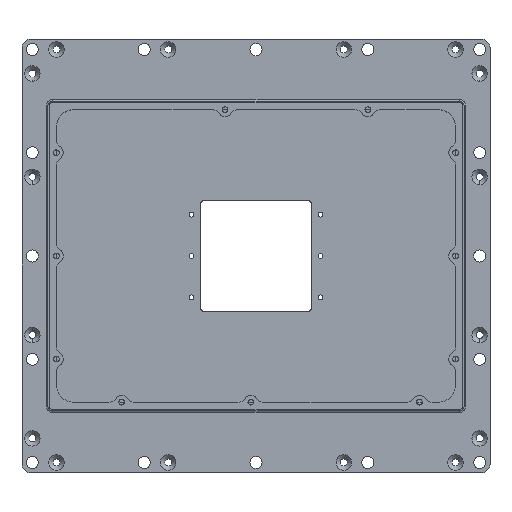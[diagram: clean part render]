
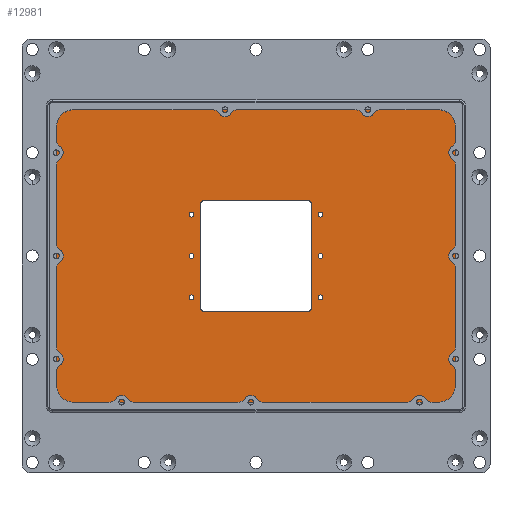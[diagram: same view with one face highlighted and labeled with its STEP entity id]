
A CAD part, top view. The second image highlights one B-rep face of the part: STEP entity #12981.
In plain terms, the highlighted planar face has unit normal (0, 0, 1).
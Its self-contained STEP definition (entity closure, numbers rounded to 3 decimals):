
#4428=DIRECTION('',(1.,0.,0.));
#4429=VECTOR('',#4428,212.);
#4430=CARTESIAN_POINT('',(-106.,-85.,5.));
#4431=LINE('',#4430,#4429);
#4477=CARTESIAN_POINT('',(106.,-75.,5.));
#4478=DIRECTION('',(0.,0.,-1.));
#4479=DIRECTION('',(1.,0.,0.));
#4480=AXIS2_PLACEMENT_3D('',#4477,#4478,#4479);
#4485=CARTESIAN_POINT('',(-106.,-75.,5.));
#4486=DIRECTION('',(0.,0.,-1.));
#4487=DIRECTION('',(0.,-1.,0.));
#4488=AXIS2_PLACEMENT_3D('',#4485,#4486,#4487);
#4493=CARTESIAN_POINT('',(-106.,75.,5.));
#4494=DIRECTION('',(0.,0.,-1.));
#4495=DIRECTION('',(-1.,0.,0.));
#4496=AXIS2_PLACEMENT_3D('',#4493,#4494,#4495);
#4501=CARTESIAN_POINT('',(106.,75.,5.));
#4502=DIRECTION('',(0.,0.,-1.));
#4503=DIRECTION('',(0.,1.,0.));
#4504=AXIS2_PLACEMENT_3D('',#4501,#4502,#4503);
#4509=CARTESIAN_POINT('',(37.5,24.,5.));
#4510=DIRECTION('',(0.,0.,1.));
#4511=DIRECTION('',(1.,0.,0.));
#4512=AXIS2_PLACEMENT_3D('',#4509,#4510,#4511);
#4517=CARTESIAN_POINT('',(37.5,24.,5.));
#4518=DIRECTION('',(0.,0.,1.));
#4519=DIRECTION('',(-1.,0.,0.));
#4520=AXIS2_PLACEMENT_3D('',#4517,#4518,#4519);
#4525=CARTESIAN_POINT('',(37.5,0.,5.));
#4526=DIRECTION('',(0.,0.,1.));
#4527=DIRECTION('',(1.,0.,0.));
#4528=AXIS2_PLACEMENT_3D('',#4525,#4526,#4527);
#4533=CARTESIAN_POINT('',(37.5,0.,5.));
#4534=DIRECTION('',(0.,0.,1.));
#4535=DIRECTION('',(-1.,0.,0.));
#4536=AXIS2_PLACEMENT_3D('',#4533,#4534,#4535);
#4541=CARTESIAN_POINT('',(37.5,-24.,5.));
#4542=DIRECTION('',(0.,0.,1.));
#4543=DIRECTION('',(1.,0.,0.));
#4544=AXIS2_PLACEMENT_3D('',#4541,#4542,#4543);
#4549=CARTESIAN_POINT('',(37.5,-24.,5.));
#4550=DIRECTION('',(0.,0.,1.));
#4551=DIRECTION('',(-1.,0.,0.));
#4552=AXIS2_PLACEMENT_3D('',#4549,#4550,#4551);
#4557=CARTESIAN_POINT('',(-37.5,-24.,5.));
#4558=DIRECTION('',(0.,0.,1.));
#4559=DIRECTION('',(1.,0.,0.));
#4560=AXIS2_PLACEMENT_3D('',#4557,#4558,#4559);
#4565=CARTESIAN_POINT('',(-37.5,-24.,5.));
#4566=DIRECTION('',(0.,0.,1.));
#4567=DIRECTION('',(-1.,0.,0.));
#4568=AXIS2_PLACEMENT_3D('',#4565,#4566,#4567);
#4573=CARTESIAN_POINT('',(-37.5,0.,5.));
#4574=DIRECTION('',(0.,0.,1.));
#4575=DIRECTION('',(1.,0.,0.));
#4576=AXIS2_PLACEMENT_3D('',#4573,#4574,#4575);
#4581=CARTESIAN_POINT('',(-37.5,0.,5.));
#4582=DIRECTION('',(0.,0.,1.));
#4583=DIRECTION('',(-1.,0.,0.));
#4584=AXIS2_PLACEMENT_3D('',#4581,#4582,#4583);
#4589=CARTESIAN_POINT('',(-37.5,24.,5.));
#4590=DIRECTION('',(0.,0.,1.));
#4591=DIRECTION('',(1.,0.,0.));
#4592=AXIS2_PLACEMENT_3D('',#4589,#4590,#4591);
#4597=CARTESIAN_POINT('',(-37.5,24.,5.));
#4598=DIRECTION('',(0.,0.,1.));
#4599=DIRECTION('',(-1.,0.,0.));
#4600=AXIS2_PLACEMENT_3D('',#4597,#4598,#4599);
#4619=DIRECTION('',(0.,-1.,0.));
#4620=VECTOR('',#4619,150.);
#4621=CARTESIAN_POINT('',(-116.,75.,5.));
#4622=LINE('',#4621,#4620);
#4767=DIRECTION('',(-1.,0.,0.));
#4768=VECTOR('',#4767,212.);
#4769=CARTESIAN_POINT('',(106.,85.,5.));
#4770=LINE('',#4769,#4768);
#4917=DIRECTION('',(0.,1.,0.));
#4918=VECTOR('',#4917,150.);
#4919=CARTESIAN_POINT('',(116.,-75.,5.));
#4920=LINE('',#4919,#4918);
#6043=DIRECTION('',(1.,0.,0.));
#6044=VECTOR('',#6043,60.4);
#6045=CARTESIAN_POINT('',(-30.2,32.2,5.));
#6046=LINE('',#6045,#6044);
#6058=CARTESIAN_POINT('',(30.2,30.2,5.));
#6059=DIRECTION('',(0.,0.,-1.));
#6060=DIRECTION('',(0.,1.,0.));
#6061=AXIS2_PLACEMENT_3D('',#6058,#6059,#6060);
#6073=DIRECTION('',(0.,-1.,0.));
#6074=VECTOR('',#6073,60.4);
#6075=CARTESIAN_POINT('',(32.2,30.2,5.));
#6076=LINE('',#6075,#6074);
#6102=CARTESIAN_POINT('',(30.2,-30.2,5.));
#6103=DIRECTION('',(0.,0.,-1.));
#6104=DIRECTION('',(1.,0.,0.));
#6105=AXIS2_PLACEMENT_3D('',#6102,#6103,#6104);
#6131=DIRECTION('',(-1.,0.,0.));
#6132=VECTOR('',#6131,60.4);
#6133=CARTESIAN_POINT('',(30.2,-32.2,5.));
#6134=LINE('',#6133,#6132);
#6146=CARTESIAN_POINT('',(-30.2,-30.2,5.));
#6147=DIRECTION('',(0.,0.,-1.));
#6148=DIRECTION('',(0.,-1.,0.));
#6149=AXIS2_PLACEMENT_3D('',#6146,#6147,#6148);
#6175=DIRECTION('',(0.,1.,0.));
#6176=VECTOR('',#6175,60.4);
#6177=CARTESIAN_POINT('',(-32.2,-30.2,5.));
#6178=LINE('',#6177,#6176);
#6190=CARTESIAN_POINT('',(-30.2,30.2,5.));
#6191=DIRECTION('',(0.,0.,-1.));
#6192=DIRECTION('',(-1.,0.,0.));
#6193=AXIS2_PLACEMENT_3D('',#6190,#6191,#6192);
#9334=CARTESIAN_POINT('',(-106.,-85.,5.));
#9335=VERTEX_POINT('',#9334);
#9336=CARTESIAN_POINT('',(106.,-85.,5.));
#9337=VERTEX_POINT('',#9336);
#9344=CARTESIAN_POINT('',(116.,-75.,5.));
#9345=VERTEX_POINT('',#9344);
#9346=CARTESIAN_POINT('',(-116.,-75.,5.));
#9347=VERTEX_POINT('',#9346);
#9348=CARTESIAN_POINT('',(-116.,75.,5.));
#9349=VERTEX_POINT('',#9348);
#9350=CARTESIAN_POINT('',(-106.,85.,5.));
#9351=VERTEX_POINT('',#9350);
#9352=CARTESIAN_POINT('',(106.,85.,5.));
#9353=VERTEX_POINT('',#9352);
#9354=CARTESIAN_POINT('',(116.,75.,5.));
#9355=VERTEX_POINT('',#9354);
#9356=CARTESIAN_POINT('',(38.9,24.,5.));
#9357=CARTESIAN_POINT('',(36.1,24.,5.));
#9358=VERTEX_POINT('',#9356);
#9359=VERTEX_POINT('',#9357);
#9360=CARTESIAN_POINT('',(38.9,0.,5.));
#9361=CARTESIAN_POINT('',(36.1,0.,5.));
#9362=VERTEX_POINT('',#9360);
#9363=VERTEX_POINT('',#9361);
#9364=CARTESIAN_POINT('',(38.9,-24.,5.));
#9365=CARTESIAN_POINT('',(36.1,-24.,5.));
#9366=VERTEX_POINT('',#9364);
#9367=VERTEX_POINT('',#9365);
#9368=CARTESIAN_POINT('',(-36.1,-24.,5.));
#9369=CARTESIAN_POINT('',(-38.9,-24.,5.));
#9370=VERTEX_POINT('',#9368);
#9371=VERTEX_POINT('',#9369);
#9372=CARTESIAN_POINT('',(-36.1,0.,5.));
#9373=CARTESIAN_POINT('',(-38.9,0.,5.));
#9374=VERTEX_POINT('',#9372);
#9375=VERTEX_POINT('',#9373);
#9376=CARTESIAN_POINT('',(-36.1,24.,5.));
#9377=CARTESIAN_POINT('',(-38.9,24.,5.));
#9378=VERTEX_POINT('',#9376);
#9379=VERTEX_POINT('',#9377);
#9870=CARTESIAN_POINT('',(32.2,30.2,5.));
#9872=VERTEX_POINT('',#9870);
#9874=CARTESIAN_POINT('',(30.2,32.2,5.));
#9876=VERTEX_POINT('',#9874);
#9878=CARTESIAN_POINT('',(-30.2,32.2,5.));
#9880=VERTEX_POINT('',#9878);
#9882=CARTESIAN_POINT('',(-32.2,30.2,5.));
#9884=VERTEX_POINT('',#9882);
#9886=CARTESIAN_POINT('',(-32.2,-30.2,5.));
#9888=VERTEX_POINT('',#9886);
#9890=CARTESIAN_POINT('',(-30.2,-32.2,5.));
#9892=VERTEX_POINT('',#9890);
#9894=CARTESIAN_POINT('',(30.2,-32.2,5.));
#9896=VERTEX_POINT('',#9894);
#9898=CARTESIAN_POINT('',(32.2,-30.2,5.));
#9900=VERTEX_POINT('',#9898);
#12906=CARTESIAN_POINT('',(0.,0.,5.));
#12907=DIRECTION('',(0.,0.,1.));
#12908=DIRECTION('',(-1.,0.,0.));
#12909=AXIS2_PLACEMENT_3D('',#12906,#12907,#12908);
#12910=PLANE('',#12909);
#12911=ORIENTED_EDGE('',*,*,#12894,.T.);
#12912=ORIENTED_EDGE('',*,*,#12866,.F.);
#12914=ORIENTED_EDGE('',*,*,#12913,.T.);
#12916=ORIENTED_EDGE('',*,*,#12915,.F.);
#12918=ORIENTED_EDGE('',*,*,#12917,.T.);
#12920=ORIENTED_EDGE('',*,*,#12919,.F.);
#12922=ORIENTED_EDGE('',*,*,#12921,.T.);
#12924=ORIENTED_EDGE('',*,*,#12923,.F.);
#12925=EDGE_LOOP('',(#12911,#12912,#12914,#12916,#12918,#12920,#12922,#12924));
#12926=FACE_OUTER_BOUND('',#12925,.F.);
#12928=ORIENTED_EDGE('',*,*,#12927,.T.);
#12930=ORIENTED_EDGE('',*,*,#12929,.T.);
#12931=EDGE_LOOP('',(#12928,#12930));
#12932=FACE_BOUND('',#12931,.F.);
#12934=ORIENTED_EDGE('',*,*,#12933,.T.);
#12936=ORIENTED_EDGE('',*,*,#12935,.T.);
#12937=EDGE_LOOP('',(#12934,#12936));
#12938=FACE_BOUND('',#12937,.F.);
#12940=ORIENTED_EDGE('',*,*,#12939,.T.);
#12942=ORIENTED_EDGE('',*,*,#12941,.T.);
#12943=EDGE_LOOP('',(#12940,#12942));
#12944=FACE_BOUND('',#12943,.F.);
#12946=ORIENTED_EDGE('',*,*,#12945,.T.);
#12948=ORIENTED_EDGE('',*,*,#12947,.T.);
#12949=EDGE_LOOP('',(#12946,#12948));
#12950=FACE_BOUND('',#12949,.F.);
#12952=ORIENTED_EDGE('',*,*,#12951,.T.);
#12954=ORIENTED_EDGE('',*,*,#12953,.T.);
#12955=EDGE_LOOP('',(#12952,#12954));
#12956=FACE_BOUND('',#12955,.F.);
#12958=ORIENTED_EDGE('',*,*,#12957,.T.);
#12960=ORIENTED_EDGE('',*,*,#12959,.T.);
#12961=EDGE_LOOP('',(#12958,#12960));
#12962=FACE_BOUND('',#12961,.F.);
#12964=ORIENTED_EDGE('',*,*,#12963,.F.);
#12966=ORIENTED_EDGE('',*,*,#12965,.F.);
#12968=ORIENTED_EDGE('',*,*,#12967,.F.);
#12970=ORIENTED_EDGE('',*,*,#12969,.F.);
#12972=ORIENTED_EDGE('',*,*,#12971,.F.);
#12974=ORIENTED_EDGE('',*,*,#12973,.F.);
#12976=ORIENTED_EDGE('',*,*,#12975,.F.);
#12978=ORIENTED_EDGE('',*,*,#12977,.F.);
#12979=EDGE_LOOP('',(#12964,#12966,#12968,#12970,#12972,#12974,#12976,#12978));
#12980=FACE_BOUND('',#12979,.F.);
#4481=CIRCLE('',#4480,10.);
#4489=CIRCLE('',#4488,10.);
#4497=CIRCLE('',#4496,10.);
#4505=CIRCLE('',#4504,10.);
#4513=CIRCLE('',#4512,1.4);
#4521=CIRCLE('',#4520,1.4);
#4529=CIRCLE('',#4528,1.4);
#4537=CIRCLE('',#4536,1.4);
#4545=CIRCLE('',#4544,1.4);
#4553=CIRCLE('',#4552,1.4);
#4561=CIRCLE('',#4560,1.4);
#4569=CIRCLE('',#4568,1.4);
#4577=CIRCLE('',#4576,1.4);
#4585=CIRCLE('',#4584,1.4);
#4593=CIRCLE('',#4592,1.4);
#4601=CIRCLE('',#4600,1.4);
#6062=CIRCLE('',#6061,2.);
#6106=CIRCLE('',#6105,2.);
#6150=CIRCLE('',#6149,2.);
#6194=CIRCLE('',#6193,2.);
#12866=EDGE_CURVE('',#9335,#9337,#4431,.T.);
#12894=EDGE_CURVE('',#9345,#9337,#4481,.T.);
#12913=EDGE_CURVE('',#9335,#9347,#4489,.T.);
#12915=EDGE_CURVE('',#9349,#9347,#4622,.T.);
#12917=EDGE_CURVE('',#9349,#9351,#4497,.T.);
#12919=EDGE_CURVE('',#9353,#9351,#4770,.T.);
#12921=EDGE_CURVE('',#9353,#9355,#4505,.T.);
#12923=EDGE_CURVE('',#9345,#9355,#4920,.T.);
#12927=EDGE_CURVE('',#9358,#9359,#4513,.T.);
#12929=EDGE_CURVE('',#9359,#9358,#4521,.T.);
#12933=EDGE_CURVE('',#9362,#9363,#4529,.T.);
#12935=EDGE_CURVE('',#9363,#9362,#4537,.T.);
#12939=EDGE_CURVE('',#9366,#9367,#4545,.T.);
#12941=EDGE_CURVE('',#9367,#9366,#4553,.T.);
#12945=EDGE_CURVE('',#9370,#9371,#4561,.T.);
#12947=EDGE_CURVE('',#9371,#9370,#4569,.T.);
#12951=EDGE_CURVE('',#9374,#9375,#4577,.T.);
#12953=EDGE_CURVE('',#9375,#9374,#4585,.T.);
#12957=EDGE_CURVE('',#9378,#9379,#4593,.T.);
#12959=EDGE_CURVE('',#9379,#9378,#4601,.T.);
#12963=EDGE_CURVE('',#9880,#9876,#6046,.T.);
#12965=EDGE_CURVE('',#9884,#9880,#6194,.T.);
#12967=EDGE_CURVE('',#9888,#9884,#6178,.T.);
#12969=EDGE_CURVE('',#9892,#9888,#6150,.T.);
#12971=EDGE_CURVE('',#9896,#9892,#6134,.T.);
#12973=EDGE_CURVE('',#9900,#9896,#6106,.T.);
#12975=EDGE_CURVE('',#9872,#9900,#6076,.T.);
#12977=EDGE_CURVE('',#9876,#9872,#6062,.T.);
#12981=ADVANCED_FACE('',(#12926,#12932,#12938,#12944,#12950,#12956,#12962,
#12980),#12910,.T.);
